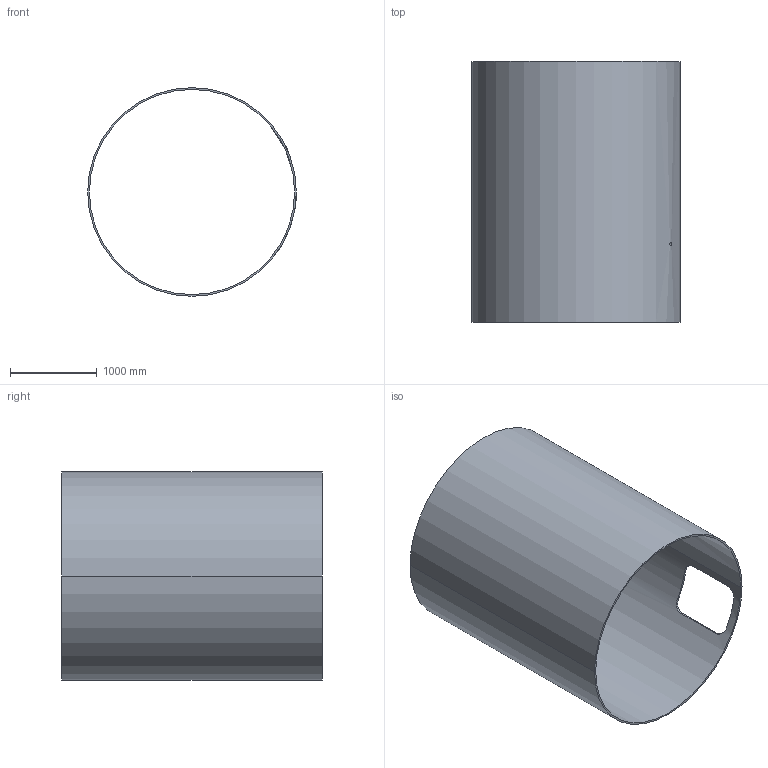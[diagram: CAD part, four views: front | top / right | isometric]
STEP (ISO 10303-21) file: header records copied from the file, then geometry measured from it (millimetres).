
FILE_DESCRIPTION(('CoCreate Modeling STEP Export'),'2;1');
FILE_NAME('b11.stp','2011-05-24T 9:19:59',(''),(''),'CoCreate Modeling STEP processor for AP214 (Solid Model)','CoCreate Modeling 18.0P1120 20-Nov-2010 (C) Parametric Technology GmbH','');
FILE_SCHEMA(('AUTOMOTIVE_DESIGN { 1 0 10303 214 1 1 1 1 }'));
Length unit declared in the file: millimetre
Products named in the file (4): 5118742-7670.PRT; 5118742-8000.ASM; PART2_5118742.stp; p1
Assembly tree (2 placements, depth 3):
  PART2_5118742.stp
    5118742-8000.ASM
      5118742-7670.PRT
  p1
Bounding box: 2400 x 3000 x 2400 mm (x, y, z)
Volume: 439143624.2 mm3; surface area: 44269010.8 mm2
Topology: 1 solids, 1 shells, 16 faces, 42 edges, 28 vertices
Faces by surface type: cylinder 10, plane 6
Entity records: 661 total; most frequent: CARTESIAN_POINT 197, ORIENTED_EDGE 84, DIRECTION 72, EDGE_CURVE 42, VERTEX_POINT 28, AXIS2_PLACEMENT_3D 27, EDGE_LOOP 22, VECTOR 18
